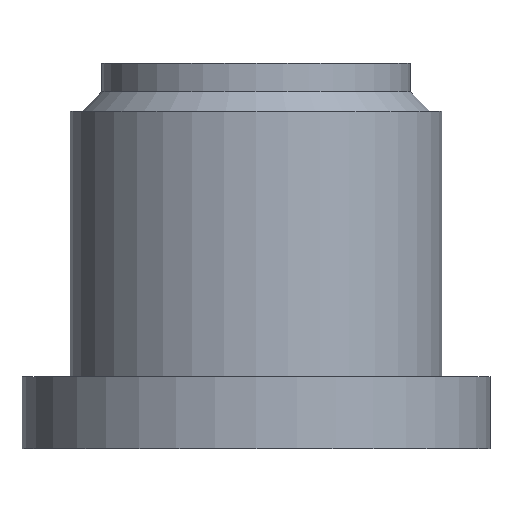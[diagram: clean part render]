
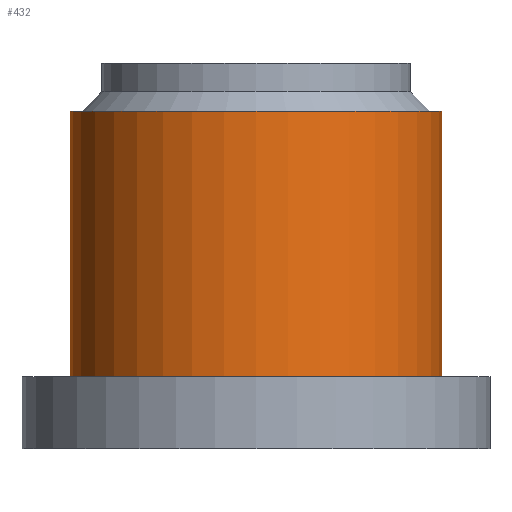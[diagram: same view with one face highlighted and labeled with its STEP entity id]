
A CAD part, front view. The second image highlights one B-rep face of the part: STEP entity #432.
In plain terms, the highlighted cylindrical face has radius 38.5 mm (diameter 77 mm), a full revolution.
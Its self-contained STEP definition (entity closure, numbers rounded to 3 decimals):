
#68=FACE_OUTER_BOUND('',#104,.T.);
#104=EDGE_LOOP('',(#384,#385,#386,#387));
#134=LINE('',#754,#156);
#156=VECTOR('',#634,38.5);
#187=CIRCLE('',#485,38.5);
#190=CIRCLE('',#492,38.5);
#224=VERTEX_POINT('',#740);
#227=VERTEX_POINT('',#751);
#278=EDGE_CURVE('',#224,#224,#187,.T.);
#282=EDGE_CURVE('',#227,#227,#190,.T.);
#283=EDGE_CURVE('',#224,#227,#134,.T.);
#384=ORIENTED_EDGE('',*,*,#278,.F.);
#385=ORIENTED_EDGE('',*,*,#283,.T.);
#386=ORIENTED_EDGE('',*,*,#282,.T.);
#387=ORIENTED_EDGE('',*,*,#283,.F.);
#408=CYLINDRICAL_SURFACE('',#493,38.5);
#432=ADVANCED_FACE('',(#68),#408,.T.);
#485=AXIS2_PLACEMENT_3D('',#741,#615,#616);
#492=AXIS2_PLACEMENT_3D('',#752,#630,#631);
#493=AXIS2_PLACEMENT_3D('',#753,#632,#633);
#615=DIRECTION('center_axis',(0.,0.,1.));
#616=DIRECTION('ref_axis',(1.,0.,0.));
#630=DIRECTION('center_axis',(0.,0.,1.));
#631=DIRECTION('ref_axis',(1.,0.,0.));
#632=DIRECTION('center_axis',(0.,0.,1.));
#633=DIRECTION('ref_axis',(1.,0.,0.));
#634=DIRECTION('',(0.,0.,-1.));
#740=CARTESIAN_POINT('',(-38.5,0.,70.));
#741=CARTESIAN_POINT('Origin',(0.,0.,70.));
#751=CARTESIAN_POINT('',(-38.5,0.,15.));
#752=CARTESIAN_POINT('Origin',(0.,0.,15.));
#753=CARTESIAN_POINT('Origin',(0.,0.,0.));
#754=CARTESIAN_POINT('',(-38.5,0.,0.));
